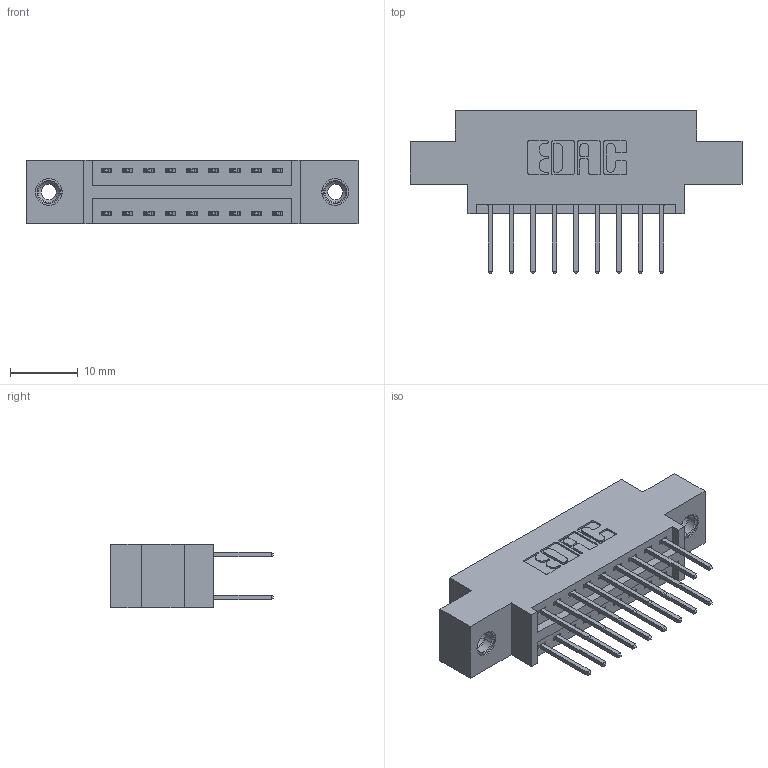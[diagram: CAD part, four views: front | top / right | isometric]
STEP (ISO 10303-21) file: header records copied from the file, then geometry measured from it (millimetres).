
FILE_DESCRIPTION (( 'STEP AP203' ), '1' );
FILE_NAME ('396-018-526-808.STEP', '2019-11-01T17:51:04', ( '' ), ( '' ), 'SwSTEP 2.0', 'SolidWorks 2016', '' );
FILE_SCHEMA (( 'CONFIG_CONTROL_DESIGN' ));
Length unit declared in the file: inch
Products named in the file (4): 346 Part_0.170 Offset - 0.156 Dia-TI; 345-292-001_345-293-126; 345-250-001_345-250-003-102; 396-018-526-808
Assembly tree (21 placements, depth 2):
  396-018-526-808
    346 Part_0.170 Offset - 0.156 Dia-TI
    345-292-001_345-293-126  x18
    345-250-001_345-250-003-102  x2
Bounding box: 49.15 x 24.13 x 9.4 mm (x, y, z)
Volume: 4404.7 mm3; surface area: 5867.7 mm2
Topology: 21 solids, 21 shells, 1122 faces, 3267 edges, 2146 vertices
Faces by surface type: plane 742, cylinder 364, cone 12, torus 4
Entity records: 11652 total; most frequent: CARTESIAN_POINT 1951, ORIENTED_EDGE 1878, DIRECTION 1797, EDGE_CURVE 939, LINE 751, VECTOR 751, VERTEX_POINT 620, AXIS2_PLACEMENT_3D 523
